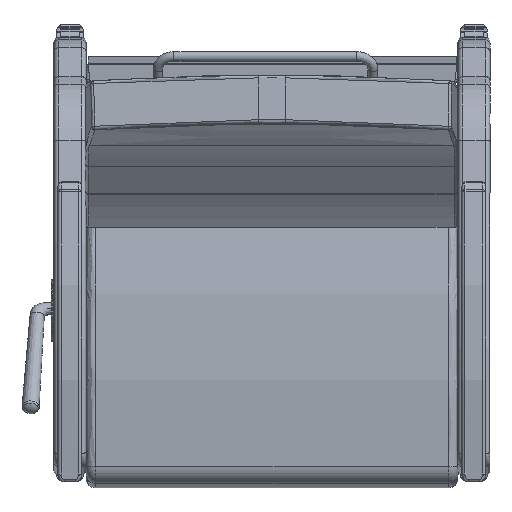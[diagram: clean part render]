
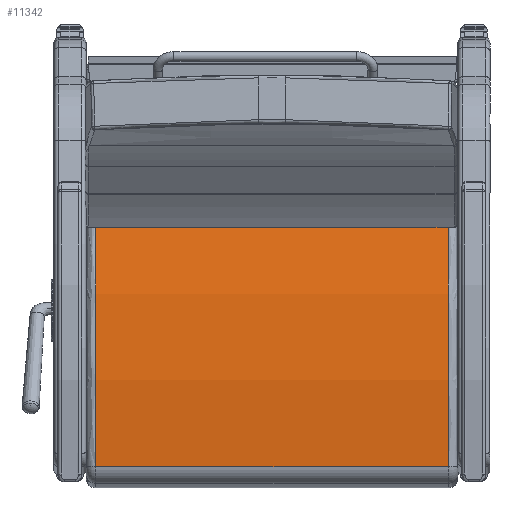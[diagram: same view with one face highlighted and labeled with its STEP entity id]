
A CAD part, front view. The second image highlights one B-rep face of the part: STEP entity #11342.
In plain terms, the highlighted free-form (B-spline) face has degree [1, 2] with [2, 3] control points.
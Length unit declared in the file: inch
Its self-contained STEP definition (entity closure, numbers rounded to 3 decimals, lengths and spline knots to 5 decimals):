
#28=(
BOUNDED_SURFACE()
B_SPLINE_SURFACE(1,2,((#19482,#19483,#19484),(#19485,#19486,#19487)),
 .UNSPECIFIED.,.F.,.F.,.F.)
B_SPLINE_SURFACE_WITH_KNOTS((2,2),(3,3),(-0.22896,0.22896),
(1.36178,1.69928),.UNSPECIFIED.)
GEOMETRIC_REPRESENTATION_ITEM()
RATIONAL_B_SPLINE_SURFACE(((1.,0.986,1.),(1.,0.986,
1.)))
REPRESENTATION_ITEM('')
SURFACE()
);
#957=ELLIPSE('',#12509,60.05357,60.);
#967=ELLIPSE('',#12537,60.05357,60.);
#1149=LINE('',#19480,#1839);
#1150=LINE('',#19489,#1840);
#1839=VECTOR('',#14476,0.3937);
#1840=VECTOR('',#14479,0.3937);
#2706=FACE_OUTER_BOUND('',#3473,.T.);
#3473=EDGE_LOOP('',(#8252,#8253,#8254,#8255));
#5129=VERTEX_POINT('',#19272);
#5130=VERTEX_POINT('',#19273);
#5155=VERTEX_POINT('',#19479);
#5156=VERTEX_POINT('',#19488);
#6268=EDGE_CURVE('',#5129,#5130,#957,.T.);
#6306=EDGE_CURVE('',#5130,#5155,#1149,.T.);
#6308=EDGE_CURVE('',#5129,#5156,#1150,.T.);
#6309=EDGE_CURVE('',#5155,#5156,#967,.T.);
#8252=ORIENTED_EDGE('',*,*,#6268,.F.);
#8253=ORIENTED_EDGE('',*,*,#6308,.T.);
#8254=ORIENTED_EDGE('',*,*,#6309,.F.);
#8255=ORIENTED_EDGE('',*,*,#6306,.F.);
#11342=ADVANCED_FACE('',(#2706),#28,.F.);
#12509=AXIS2_PLACEMENT_3D('',#19274,#14408,#14409);
#12537=AXIS2_PLACEMENT_3D('',#19490,#14480,#14481);
#14408=DIRECTION('center_axis',(0.,0.,-1.));
#14409=DIRECTION('ref_axis',(1.,0.,0.));
#14476=DIRECTION('',(0.,0.,1.));
#14479=DIRECTION('',(0.,0.,1.));
#14480=DIRECTION('center_axis',(0.,0.,1.));
#14481=DIRECTION('ref_axis',(1.,0.,0.));
#19272=CARTESIAN_POINT('',(-10.04459,1.25621,-13.75));
#19273=CARTESIAN_POINT('',(10.1114,0.44486,-13.75));
#19274=CARTESIAN_POINT('Origin',(-2.34979,-58.24922,-13.75));
#19479=CARTESIAN_POINT('',(10.1114,0.44486,13.75));
#19480=CARTESIAN_POINT('',(10.1114,0.44486,0.));
#19482=CARTESIAN_POINT('Ctrl Pts',(10.1114,0.44486,-13.75));
#19483=CARTESIAN_POINT('Ctrl Pts',(0.10258,2.56602,-13.75));
#19484=CARTESIAN_POINT('Ctrl Pts',(-10.04459,1.25621,-13.75));
#19485=CARTESIAN_POINT('Ctrl Pts',(10.1114,0.44486,13.75));
#19486=CARTESIAN_POINT('Ctrl Pts',(0.10258,2.56602,13.75));
#19487=CARTESIAN_POINT('Ctrl Pts',(-10.04459,1.25621,13.75));
#19488=CARTESIAN_POINT('',(-10.04459,1.25621,13.75));
#19489=CARTESIAN_POINT('',(-10.04459,1.25621,0.));
#19490=CARTESIAN_POINT('Origin',(-2.34979,-58.24922,13.75));
